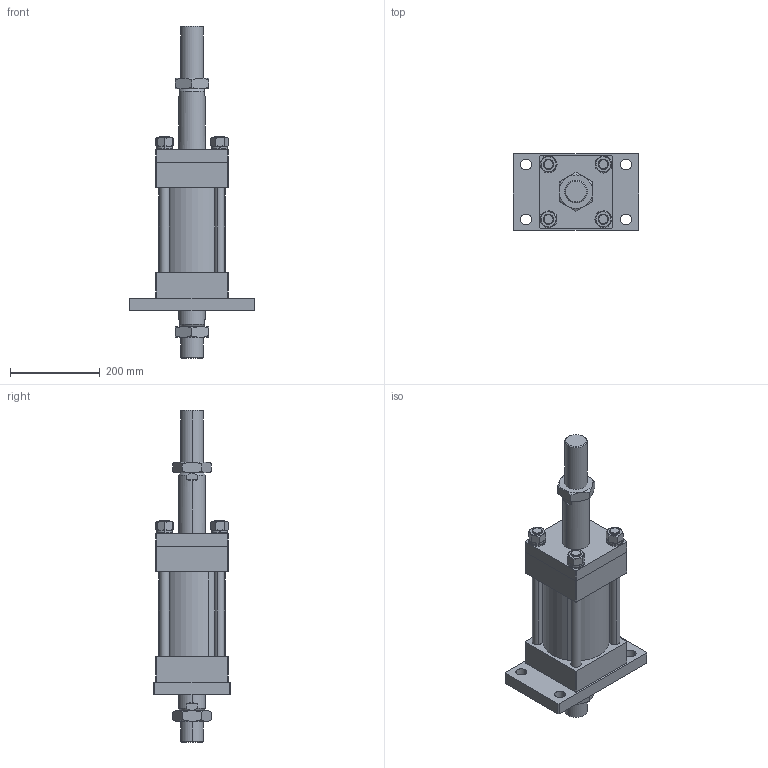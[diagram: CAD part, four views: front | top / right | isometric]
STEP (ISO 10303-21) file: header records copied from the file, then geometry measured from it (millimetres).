
FILE_DESCRIPTION (( 'STEP AP203' ), '1' );
FILE_NAME ('HOD-125-60-100-FA.STEP', '2021-04-27T08:01:25', ( '微软用户' ), ( '微软中国' ), 'SwSTEP 2.0', 'SolidWorks 2012', '' );
FILE_SCHEMA (( 'CONFIG_CONTROL_DESIGN' ));
Length unit declared in the file: millimetre
Products named in the file (12): HOB-125-60-100掛极; single coil lock washers light type gb_GB_FASTENER_WASHER_SSWL 22; M22^HOD-125-60-100-FA; plain washers--product grade c gb_GB_FASTENER_WASHER_SMWC 20; hex nuts 1-fine pitch-grades ab gb_GB_FASTENER_NUT_SNAB1XY  B M22X1.5-N; hex thin nuts-grades ab-chamfered gb_GB_FASTENER_NUT_STNAB  B M48-N; HOB-125-60-100楊擘; HOB-125-60-100-FA楊擘; HOD-125-60-100-FA; HOD-125-60-100活塞杆; HOD-125-60-100-FA嶺裝; HOB-125-60-100前盖
Assembly tree (19 placements, depth 3):
  HOD-125-60-100-FA
    HOB-125-60-100掛极
    HOB-125-60-100前盖  x2
    HOD-125-60-100活塞杆
    HOD-125-60-100-FA嶺裝  x4
    M22^HOD-125-60-100-FA  x4
      single coil lock washers light type gb_GB_FASTENER_WASHER_SSWL 22
      plain washers--product grade c gb_GB_FASTENER_WASHER_SMWC 20
      hex nuts 1-fine pitch-grades ab gb_GB_FASTENER_NUT_SNAB1XY  B M22X1.5-N
    hex thin nuts-grades ab-chamfered gb_GB_FASTENER_NUT_STNAB  B M48-N  x2
    HOB-125-60-100楊擘
    HOB-125-60-100-FA楊擘
Bounding box: 280 x 170 x 738 mm (x, y, z)
Volume: 8552410.3 mm3; surface area: 953075.3 mm2
Topology: 24 solids, 24 shells, 398 faces, 908 edges, 568 vertices
Faces by surface type: plane 144, cylinder 142, cone 100, torus 12
Entity records: 8184 total; most frequent: CARTESIAN_POINT 1584, DIRECTION 1151, ORIENTED_EDGE 998, EDGE_CURVE 499, AXIS2_PLACEMENT_3D 462, VERTEX_POINT 314, EDGE_LOOP 269, VECTOR 227
